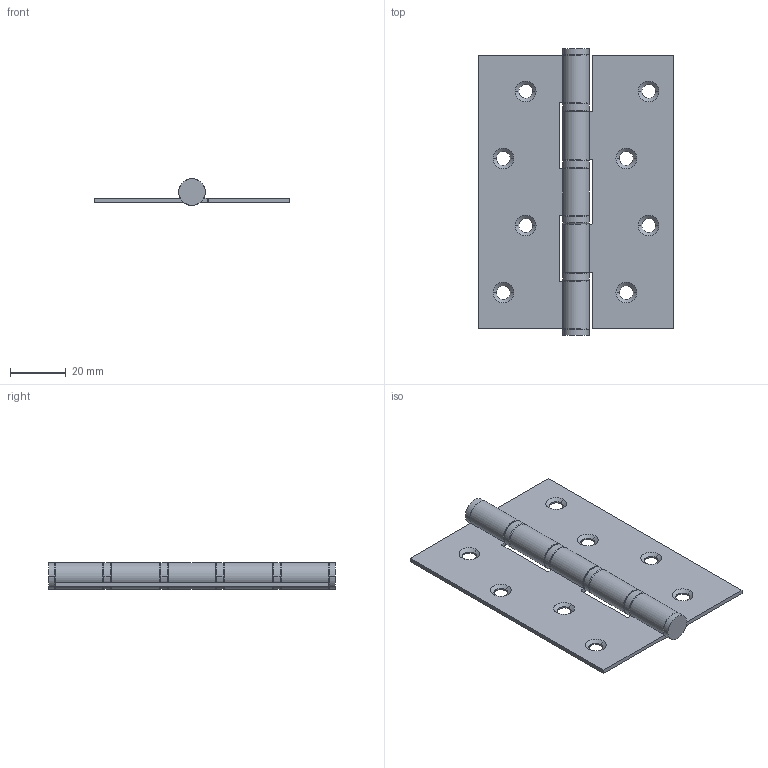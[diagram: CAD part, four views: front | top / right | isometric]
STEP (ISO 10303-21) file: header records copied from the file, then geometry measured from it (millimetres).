
FILE_DESCRIPTION(/* description */ (''),/* implementation_level */ '2;1');
FILE_NAME(/* name */ 'JL003',/* time_stamp */ '2024-08-30T14:24:31+08:00',/* author */ (''),/* organization */ (''),/* preprocessor_version */ 'ST-DEVELOPER v19.2',/* originating_system */ 'Rhino 8.5',/* authorisation */ '');
FILE_SCHEMA (('CONFIG_CONTROL_DESIGN'));
Length unit declared in the file: millimetre
Products named in the file (1): Document
Bounding box: 70 x 102.5 x 9.6 mm (x, y, z)
Volume: 15710 mm3; surface area: 20141.2 mm2
Topology: 9 solids, 9 shells, 213 faces, 481 edges, 284 vertices
Faces by surface type: cylinder 94, bspline 72, plane 47
Entity records: 7756 total; most frequent: CARTESIAN_POINT 3234, ORIENTED_EDGE 954, DIRECTION 744, EDGE_CURVE 477, AXIS2_PLACEMENT_3D 440, TRIMMED_CURVE 302, CIRCLE 302, VERTEX_POINT 284
